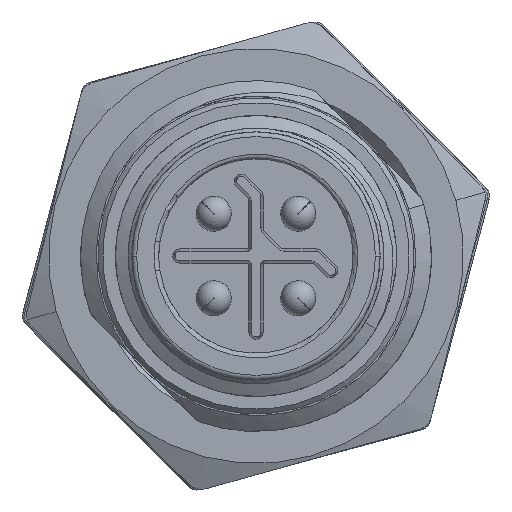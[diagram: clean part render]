
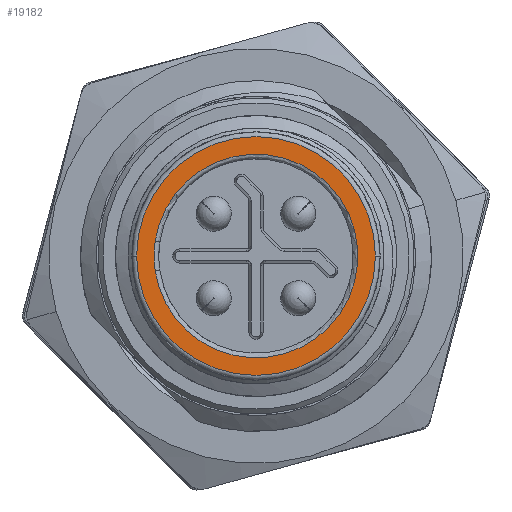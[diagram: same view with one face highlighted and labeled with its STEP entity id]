
A CAD part, left-side view. The second image highlights one B-rep face of the part: STEP entity #19182.
In plain terms, the highlighted planar face has unit normal (-1, 0, 0).
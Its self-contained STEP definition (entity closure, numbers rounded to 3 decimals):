
#43=CARTESIAN_POINT('',(-2.,0.,0.));
#44=DIRECTION('',(1.,0.,0.));
#45=DIRECTION('',(0.,-1.,0.));
#46=AXIS2_PLACEMENT_3D('',#43,#44,#45);
#48=CARTESIAN_POINT('',(-2.,0.,0.));
#49=DIRECTION('',(1.,0.,0.));
#50=DIRECTION('',(0.,1.,0.));
#51=AXIS2_PLACEMENT_3D('',#48,#49,#50);
#53=CARTESIAN_POINT('',(-2.,0.,0.));
#54=DIRECTION('',(-1.,0.,0.));
#55=DIRECTION('',(0.,0.989,0.145));
#56=AXIS2_PLACEMENT_3D('',#53,#54,#55);
#58=CARTESIAN_POINT('',(-2.,0.,0.));
#59=DIRECTION('',(-1.,0.,0.));
#60=DIRECTION('',(0.,0.989,-0.145));
#61=AXIS2_PLACEMENT_3D('',#58,#59,#60);
#17418=CARTESIAN_POINT('',(-2.,-5.1,0.));
#17419=CARTESIAN_POINT('',(-2.,5.1,0.));
#17420=VERTEX_POINT('',#17418);
#17421=VERTEX_POINT('',#17419);
#17422=CARTESIAN_POINT('',(-2.,4.304,0.629));
#17423=CARTESIAN_POINT('',(-2.,4.304,-0.629));
#17424=VERTEX_POINT('',#17422);
#17425=VERTEX_POINT('',#17423);
#19165=CARTESIAN_POINT('',(-2.,0.,0.));
#19166=DIRECTION('',(1.,0.,0.));
#19167=DIRECTION('',(0.,-1.,0.));
#19168=AXIS2_PLACEMENT_3D('',#19165,#19166,#19167);
#19169=PLANE('',#19168);
#19171=ORIENTED_EDGE('',*,*,#19170,.T.);
#19173=ORIENTED_EDGE('',*,*,#19172,.T.);
#19174=EDGE_LOOP('',(#19171,#19173));
#19175=FACE_OUTER_BOUND('',#19174,.F.);
#19177=ORIENTED_EDGE('',*,*,#19176,.T.);
#19179=ORIENTED_EDGE('',*,*,#19178,.T.);
#19180=EDGE_LOOP('',(#19177,#19179));
#19181=FACE_BOUND('',#19180,.F.);
#19182=ADVANCED_FACE('',(#19175,#19181),#19169,.F.);
#47=CIRCLE('',#46,5.1);
#52=CIRCLE('',#51,5.1);
#57=CIRCLE('',#56,4.35);
#62=CIRCLE('',#61,4.35);
#19170=EDGE_CURVE('',#17420,#17421,#47,.T.);
#19172=EDGE_CURVE('',#17421,#17420,#52,.T.);
#19176=EDGE_CURVE('',#17424,#17425,#57,.T.);
#19178=EDGE_CURVE('',#17425,#17424,#62,.T.);
